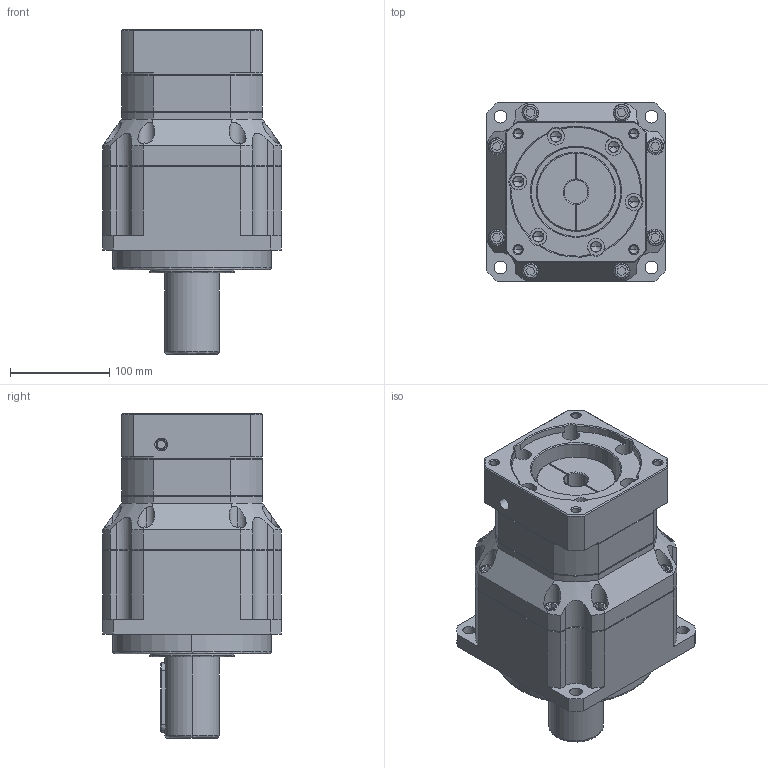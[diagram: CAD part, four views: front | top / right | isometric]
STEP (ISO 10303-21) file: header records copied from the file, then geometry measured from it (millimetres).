
FILE_DESCRIPTION (( 'STEP AP214' ), '1' );
FILE_NAME ('SB180-L2-24-130-165M10.STEP', '2021-12-18T06:20:07', ( 'admin' ), ( '' ), 'SwSTEP 2.0', 'SolidWorks 2013', '' );
FILE_SCHEMA (( 'AUTOMOTIVE_DESIGN' ));
Length unit declared in the file: millimetre
Products named in the file (4): SB142-130-165M10; SB180-L2_X2_58F34F537AEF_X0_-35; SB180_X2_8F9351FA7AEF_X0_; SB180-L2-24-130-165M10
Assembly tree (3 placements, depth 2):
  SB180-L2-24-130-165M10
    SB180_X2_8F9351FA7AEF_X0_
    SB180-L2_X2_58F34F537AEF_X0_-35
    SB142-130-165M10
Bounding box: 180 x 180 x 327 mm (x, y, z)
Volume: 5677250.7 mm3; surface area: 368910 mm2
Topology: 3 solids, 3 shells, 535 faces, 1305 edges, 800 vertices
Faces by surface type: plane 204, cylinder 200, cone 106, bspline 25
Entity records: 23027 total; most frequent: CARTESIAN_POINT 4608, DIRECTION 2614, ORIENTED_EDGE 2566, EDGE_CURVE 1283, AXIS2_PLACEMENT_3D 1004, VERTEX_POINT 800, EDGE_LOOP 615, LINE 606
